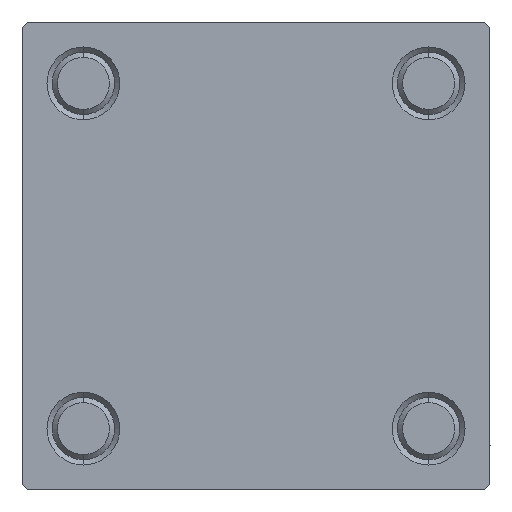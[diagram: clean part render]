
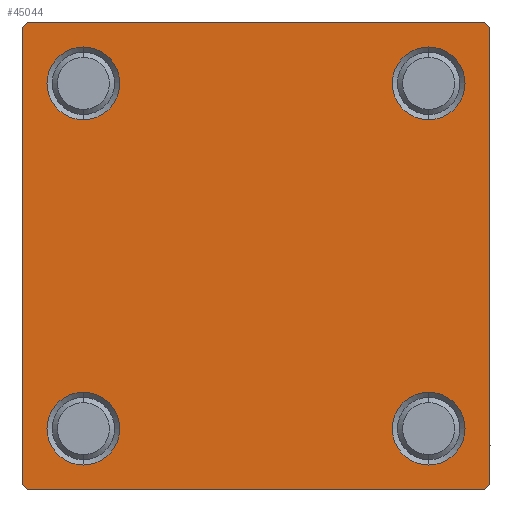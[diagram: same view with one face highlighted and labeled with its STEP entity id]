
A CAD part, left-side view. The second image highlights one B-rep face of the part: STEP entity #45044.
In plain terms, the highlighted planar face has unit normal (-1, 0, 0).
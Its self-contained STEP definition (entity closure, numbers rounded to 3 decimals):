
#113 = AXIS2_PLACEMENT_3D ( 'NONE', #41585, #41836, #7269 ) ;
#1116 = ORIENTED_EDGE ( 'NONE', *, *, #12045, .T. ) ;
#1210 = CARTESIAN_POINT ( 'NONE',  ( 0., -16.6, 20.1 ) ) ;
#1313 = CARTESIAN_POINT ( 'NONE',  ( 0., 16.6, 13.1 ) ) ;
#1435 = CARTESIAN_POINT ( 'NONE',  ( 0., 22., -22.5 ) ) ;
#1883 = DIRECTION ( 'NONE',  ( 0., 0., 1. ) ) ;
#1981 = EDGE_CURVE ( 'NONE', #43005, #17613, #43307, .T. ) ;
#2419 = VECTOR ( 'NONE', #15568, 1000. ) ;
#2698 = EDGE_LOOP ( 'NONE', ( #6193, #13244 ) ) ;
#3438 = CARTESIAN_POINT ( 'NONE',  ( 0., -22.5, -22. ) ) ;
#3871 = EDGE_CURVE ( 'NONE', #14279, #34125, #38736, .T. ) ;
#4079 = VERTEX_POINT ( 'NONE', #42077 ) ;
#4125 = VERTEX_POINT ( 'NONE', #43546 ) ;
#4617 = CARTESIAN_POINT ( 'NONE',  ( 0., 22.5, 22.5 ) ) ;
#4761 = VECTOR ( 'NONE', #7668, 1000. ) ;
#4819 = VECTOR ( 'NONE', #45461, 1000. ) ;
#5447 = VERTEX_POINT ( 'NONE', #44235 ) ;
#5514 = ORIENTED_EDGE ( 'NONE', *, *, #20645, .T. ) ;
#6193 = ORIENTED_EDGE ( 'NONE', *, *, #29843, .T. ) ;
#6474 = CARTESIAN_POINT ( 'NONE',  ( 0., -16.6, -13.1 ) ) ;
#6866 = CARTESIAN_POINT ( 'NONE',  ( 0., -22.5, 22.5 ) ) ;
#7250 = LINE ( 'NONE', #26917, #2419 ) ;
#7269 = DIRECTION ( 'NONE',  ( 0., 0., 1. ) ) ;
#7429 = CARTESIAN_POINT ( 'NONE',  ( 0., -16.6, 16.6 ) ) ;
#7562 = CIRCLE ( 'NONE', #10012, 3.5 ) ;
#7668 = DIRECTION ( 'NONE',  ( 0., 0., -1. ) ) ;
#7704 = ORIENTED_EDGE ( 'NONE', *, *, #1981, .F. ) ;
#8999 = CARTESIAN_POINT ( 'NONE',  ( 0., 22.5, 22.5 ) ) ;
#9048 = ORIENTED_EDGE ( 'NONE', *, *, #30355, .T. ) ;
#9939 = CIRCLE ( 'NONE', #48609, 3.5 ) ;
#9962 = EDGE_CURVE ( 'NONE', #12143, #43279, #14440, .T. ) ;
#10012 = AXIS2_PLACEMENT_3D ( 'NONE', #39180, #38693, #15485 ) ;
#10154 = ORIENTED_EDGE ( 'NONE', *, *, #13555, .T. ) ;
#10660 = LINE ( 'NONE', #37408, #45056 ) ;
#11246 = CIRCLE ( 'NONE', #47476, 3.5 ) ;
#11529 = DIRECTION ( 'NONE',  ( -1., 0., 0. ) ) ;
#11560 = EDGE_LOOP ( 'NONE', ( #5514, #40586 ) ) ;
#11580 = CARTESIAN_POINT ( 'NONE',  ( 0., 22., 22.5 ) ) ;
#11824 = EDGE_LOOP ( 'NONE', ( #13200, #10154, #14714, #36413, #34455, #1116, #7704, #36833 ) ) ;
#11858 = EDGE_CURVE ( 'NONE', #4079, #35609, #46486, .T. ) ;
#12045 = EDGE_CURVE ( 'NONE', #12143, #17613, #10660, .T. ) ;
#12143 = VERTEX_POINT ( 'NONE', #19487 ) ;
#12414 = EDGE_CURVE ( 'NONE', #38159, #4125, #44344, .T. ) ;
#13200 = ORIENTED_EDGE ( 'NONE', *, *, #11858, .T. ) ;
#13244 = ORIENTED_EDGE ( 'NONE', *, *, #15880, .T. ) ;
#13250 = CARTESIAN_POINT ( 'NONE',  ( 0., -16.6, 16.6 ) ) ;
#13327 = CARTESIAN_POINT ( 'NONE',  ( 0., 22.5, -22.5 ) ) ;
#13554 = DIRECTION ( 'NONE',  ( 1., 0., 0. ) ) ;
#13555 = EDGE_CURVE ( 'NONE', #35609, #38159, #7250, .T. ) ;
#14279 = VERTEX_POINT ( 'NONE', #44039 ) ;
#14440 = LINE ( 'NONE', #6866, #15181 ) ;
#14642 = CIRCLE ( 'NONE', #113, 3.5 ) ;
#14670 = DIRECTION ( 'NONE',  ( 0., 0., 1. ) ) ;
#14714 = ORIENTED_EDGE ( 'NONE', *, *, #12414, .T. ) ;
#14718 = CARTESIAN_POINT ( 'NONE',  ( 0., 22.25, 22.25 ) ) ;
#15181 = VECTOR ( 'NONE', #18229, 1000. ) ;
#15195 = VERTEX_POINT ( 'NONE', #38977 ) ;
#15485 = DIRECTION ( 'NONE',  ( 0., 0., 1. ) ) ;
#15568 = DIRECTION ( 'NONE',  ( 0., -0.707, -0.707 ) ) ;
#15880 = EDGE_CURVE ( 'NONE', #5447, #40097, #19331, .T. ) ;
#17613 = VERTEX_POINT ( 'NONE', #41192 ) ;
#18229 = DIRECTION ( 'NONE',  ( 0., 0., -1. ) ) ;
#18420 = CIRCLE ( 'NONE', #43352, 3.5 ) ;
#18458 = CARTESIAN_POINT ( 'NONE',  ( 0., -16.6, -16.6 ) ) ;
#19331 = CIRCLE ( 'NONE', #32195, 3.5 ) ;
#19357 = FACE_BOUND ( 'NONE', #22837, .T. ) ;
#19487 = CARTESIAN_POINT ( 'NONE',  ( 0., -22.5, 22. ) ) ;
#20367 = ORIENTED_EDGE ( 'NONE', *, *, #27211, .T. ) ;
#20645 = EDGE_CURVE ( 'NONE', #15195, #41260, #14642, .T. ) ;
#21177 = CARTESIAN_POINT ( 'NONE',  ( 0., 22.5, -22. ) ) ;
#21966 = VERTEX_POINT ( 'NONE', #38745 ) ;
#22479 = AXIS2_PLACEMENT_3D ( 'NONE', #34737, #11529, #46802 ) ;
#22576 = DIRECTION ( 'NONE',  ( 1., 0., 0. ) ) ;
#22837 = EDGE_LOOP ( 'NONE', ( #20367, #32040 ) ) ;
#23371 = FACE_BOUND ( 'NONE', #40032, .T. ) ;
#23654 = DIRECTION ( 'NONE',  ( 0., -1., 0. ) ) ;
#23858 = FACE_BOUND ( 'NONE', #11560, .T. ) ;
#24648 = DIRECTION ( 'NONE',  ( 1., 0., 0. ) ) ;
#26917 = CARTESIAN_POINT ( 'NONE',  ( 0., 22.25, -22.25 ) ) ;
#27126 = VECTOR ( 'NONE', #49253, 1000. ) ;
#27211 = EDGE_CURVE ( 'NONE', #45815, #21966, #41433, .T. ) ;
#28508 = ORIENTED_EDGE ( 'NONE', *, *, #3871, .T. ) ;
#28896 = LINE ( 'NONE', #14718, #27126 ) ;
#29687 = DIRECTION ( 'NONE',  ( 0., -1., 0. ) ) ;
#29843 = EDGE_CURVE ( 'NONE', #40097, #5447, #9939, .T. ) ;
#30078 = CARTESIAN_POINT ( 'NONE',  ( 0., -22.25, -22.25 ) ) ;
#30355 = EDGE_CURVE ( 'NONE', #34125, #14279, #7562, .T. ) ;
#30930 = PLANE ( 'NONE',  #22479 ) ;
#31223 = DIRECTION ( 'NONE',  ( 0., 0., 1. ) ) ;
#32040 = ORIENTED_EDGE ( 'NONE', *, *, #38450, .T. ) ;
#32195 = AXIS2_PLACEMENT_3D ( 'NONE', #18458, #49205, #14670 ) ;
#32909 = VECTOR ( 'NONE', #23654, 1000. ) ;
#32914 = DIRECTION ( 'NONE',  ( 1., 0., 0. ) ) ;
#33190 = CARTESIAN_POINT ( 'NONE',  ( 0., 16.6, -13.1 ) ) ;
#34125 = VERTEX_POINT ( 'NONE', #33190 ) ;
#34131 = EDGE_CURVE ( 'NONE', #43005, #4079, #28896, .T. ) ;
#34455 = ORIENTED_EDGE ( 'NONE', *, *, #9962, .F. ) ;
#34737 = CARTESIAN_POINT ( 'NONE',  ( 0., 0., 0. ) ) ;
#35557 = CARTESIAN_POINT ( 'NONE',  ( 0., 16.6, -16.6 ) ) ;
#35609 = VERTEX_POINT ( 'NONE', #21177 ) ;
#36413 = ORIENTED_EDGE ( 'NONE', *, *, #47482, .T. ) ;
#36833 = ORIENTED_EDGE ( 'NONE', *, *, #34131, .T. ) ;
#37408 = CARTESIAN_POINT ( 'NONE',  ( 0., -22.25, 22.25 ) ) ;
#38159 = VERTEX_POINT ( 'NONE', #1435 ) ;
#38450 = EDGE_CURVE ( 'NONE', #21966, #45815, #18420, .T. ) ;
#38693 = DIRECTION ( 'NONE',  ( 1., 0., 0. ) ) ;
#38736 = CIRCLE ( 'NONE', #41155, 3.5 ) ;
#38745 = CARTESIAN_POINT ( 'NONE',  ( 0., -16.6, 13.1 ) ) ;
#38977 = CARTESIAN_POINT ( 'NONE',  ( 0., 16.6, 20.1 ) ) ;
#39180 = CARTESIAN_POINT ( 'NONE',  ( 0., 16.6, -16.6 ) ) ;
#39507 = FACE_OUTER_BOUND ( 'NONE', #11824, .T. ) ;
#40032 = EDGE_LOOP ( 'NONE', ( #9048, #28508 ) ) ;
#40097 = VERTEX_POINT ( 'NONE', #6474 ) ;
#40586 = ORIENTED_EDGE ( 'NONE', *, *, #43121, .T. ) ;
#41155 = AXIS2_PLACEMENT_3D ( 'NONE', #35557, #43353, #47622 ) ;
#41192 = CARTESIAN_POINT ( 'NONE',  ( 0., -22., 22.5 ) ) ;
#41260 = VERTEX_POINT ( 'NONE', #1313 ) ;
#41433 = CIRCLE ( 'NONE', #46267, 3.5 ) ;
#41585 = CARTESIAN_POINT ( 'NONE',  ( 0., 16.6, 16.6 ) ) ;
#41836 = DIRECTION ( 'NONE',  ( 1., 0., 0. ) ) ;
#42077 = CARTESIAN_POINT ( 'NONE',  ( 0., 22.5, 22. ) ) ;
#43005 = VERTEX_POINT ( 'NONE', #11580 ) ;
#43121 = EDGE_CURVE ( 'NONE', #41260, #15195, #11246, .T. ) ;
#43279 = VERTEX_POINT ( 'NONE', #3438 ) ;
#43307 = LINE ( 'NONE', #8999, #32909 ) ;
#43352 = AXIS2_PLACEMENT_3D ( 'NONE', #13250, #32914, #1883 ) ;
#43353 = DIRECTION ( 'NONE',  ( 1., 0., 0. ) ) ;
#43474 = VECTOR ( 'NONE', #29687, 1000. ) ;
#43546 = CARTESIAN_POINT ( 'NONE',  ( 0., -22., -22.5 ) ) ;
#43832 = CARTESIAN_POINT ( 'NONE',  ( 0., 16.6, 16.6 ) ) ;
#44039 = CARTESIAN_POINT ( 'NONE',  ( 0., 16.6, -20.1 ) ) ;
#44235 = CARTESIAN_POINT ( 'NONE',  ( 0., -16.6, -20.1 ) ) ;
#44344 = LINE ( 'NONE', #13327, #43474 ) ;
#44570 = DIRECTION ( 'NONE',  ( 0., 0., 1. ) ) ;
#44962 = LINE ( 'NONE', #30078, #4819 ) ;
#45044 = ADVANCED_FACE ( 'NONE', ( #19357, #46549, #23371, #23858, #39507 ), #30930, .T. ) ;
#45056 = VECTOR ( 'NONE', #48493, 1000. ) ;
#45461 = DIRECTION ( 'NONE',  ( 0., -0.707, 0.707 ) ) ;
#45511 = DIRECTION ( 'NONE',  ( 0., 0., 1. ) ) ;
#45815 = VERTEX_POINT ( 'NONE', #1210 ) ;
#46267 = AXIS2_PLACEMENT_3D ( 'NONE', #7429, #22576, #45511 ) ;
#46486 = LINE ( 'NONE', #4617, #4761 ) ;
#46549 = FACE_BOUND ( 'NONE', #2698, .T. ) ;
#46802 = DIRECTION ( 'NONE',  ( 0., 0., 1. ) ) ;
#47476 = AXIS2_PLACEMENT_3D ( 'NONE', #43832, #24648, #31223 ) ;
#47482 = EDGE_CURVE ( 'NONE', #4125, #43279, #44962, .T. ) ;
#47622 = DIRECTION ( 'NONE',  ( 0., 0., 1. ) ) ;
#47832 = CARTESIAN_POINT ( 'NONE',  ( 0., -16.6, -16.6 ) ) ;
#48493 = DIRECTION ( 'NONE',  ( 0., 0.707, 0.707 ) ) ;
#48609 = AXIS2_PLACEMENT_3D ( 'NONE', #47832, #13554, #44570 ) ;
#49205 = DIRECTION ( 'NONE',  ( 1., 0., 0. ) ) ;
#49253 = DIRECTION ( 'NONE',  ( 0., 0.707, -0.707 ) ) ;
